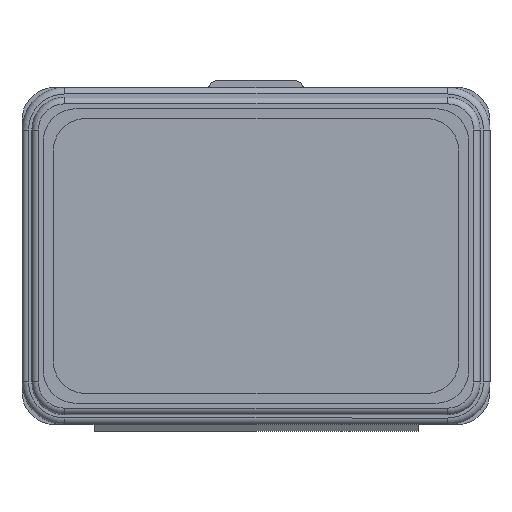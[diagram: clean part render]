
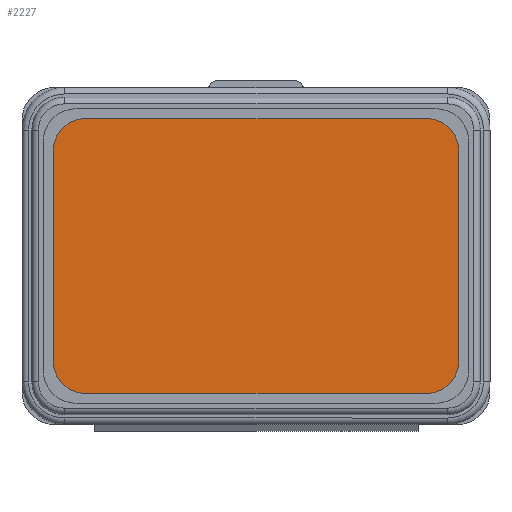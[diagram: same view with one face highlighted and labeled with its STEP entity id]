
A CAD part, front view. The second image highlights one B-rep face of the part: STEP entity #2227.
In plain terms, the highlighted planar face has unit normal (0, -1, 0).
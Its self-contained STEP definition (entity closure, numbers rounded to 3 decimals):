
#121 = DIRECTION ( 'NONE',  ( -1., 0., 0. ) ) ;
#158 = CARTESIAN_POINT ( 'NONE',  ( 26., 0., 16. ) ) ;
#263 = LINE ( 'NONE', #1202, #1337 ) ;
#304 = CARTESIAN_POINT ( 'NONE',  ( -26., 0., 21. ) ) ;
#436 = CARTESIAN_POINT ( 'NONE',  ( -26., 0., 16. ) ) ;
#531 = CARTESIAN_POINT ( 'NONE',  ( 26., 0., -21. ) ) ;
#550 = LINE ( 'NONE', #4202, #1585 ) ;
#584 = CARTESIAN_POINT ( 'NONE',  ( -31., 0., 21. ) ) ;
#773 = CARTESIAN_POINT ( 'NONE',  ( 31., 0., 16. ) ) ;
#829 = LINE ( 'NONE', #4474, #3477 ) ;
#918 = ORIENTED_EDGE ( 'NONE', *, *, #4397, .T. ) ;
#1017 = DIRECTION ( 'NONE',  ( 0., 0., 1. ) ) ;
#1039 = VERTEX_POINT ( 'NONE', #4369 ) ;
#1202 = CARTESIAN_POINT ( 'NONE',  ( -31., 0., -21. ) ) ;
#1262 = CIRCLE ( 'NONE', #2130, 5. ) ;
#1296 = AXIS2_PLACEMENT_3D ( 'NONE', #1352, #4498, #1324 ) ;
#1323 = AXIS2_PLACEMENT_3D ( 'NONE', #4093, #3229, #4565 ) ;
#1324 = DIRECTION ( 'NONE',  ( 0., 0., 1. ) ) ;
#1328 = VERTEX_POINT ( 'NONE', #531 ) ;
#1337 = VECTOR ( 'NONE', #5211, 1000. ) ;
#1352 = CARTESIAN_POINT ( 'NONE',  ( 0., 0., 0. ) ) ;
#1548 = EDGE_LOOP ( 'NONE', ( #5836, #1670, #2910, #4050, #2097, #918, #1918, #3585 ) ) ;
#1585 = VECTOR ( 'NONE', #121, 1000. ) ;
#1589 = DIRECTION ( 'NONE',  ( 0., 0., 1. ) ) ;
#1624 = VERTEX_POINT ( 'NONE', #3104 ) ;
#1670 = ORIENTED_EDGE ( 'NONE', *, *, #2832, .T. ) ;
#1861 = DIRECTION ( 'NONE',  ( 0., -1., 0. ) ) ;
#1918 = ORIENTED_EDGE ( 'NONE', *, *, #4038, .T. ) ;
#2072 = CARTESIAN_POINT ( 'NONE',  ( -26., 0., -16. ) ) ;
#2089 = CARTESIAN_POINT ( 'NONE',  ( -31., 0., 16. ) ) ;
#2097 = ORIENTED_EDGE ( 'NONE', *, *, #5267, .T. ) ;
#2106 = DIRECTION ( 'NONE',  ( 0., 0., 1. ) ) ;
#2130 = AXIS2_PLACEMENT_3D ( 'NONE', #436, #1861, #1017 ) ;
#2142 = CARTESIAN_POINT ( 'NONE',  ( -31., 0., -16. ) ) ;
#2156 = AXIS2_PLACEMENT_3D ( 'NONE', #158, #4737, #5194 ) ;
#2227 = ADVANCED_FACE ( 'NONE', ( #4577 ), #4106, .F. ) ;
#2363 = EDGE_CURVE ( 'NONE', #1328, #1624, #5050, .T. ) ;
#2784 = CARTESIAN_POINT ( 'NONE',  ( 26., 0., 21. ) ) ;
#2810 = EDGE_CURVE ( 'NONE', #1039, #1328, #263, .T. ) ;
#2811 = CIRCLE ( 'NONE', #2156, 5. ) ;
#2832 = EDGE_CURVE ( 'NONE', #4226, #1039, #5727, .T. ) ;
#2910 = ORIENTED_EDGE ( 'NONE', *, *, #2810, .T. ) ;
#3104 = CARTESIAN_POINT ( 'NONE',  ( 31., 0., -16. ) ) ;
#3229 = DIRECTION ( 'NONE',  ( 0., -1., 0. ) ) ;
#3319 = DIRECTION ( 'NONE',  ( 0., 0., -1. ) ) ;
#3477 = VECTOR ( 'NONE', #2106, 1000. ) ;
#3585 = ORIENTED_EDGE ( 'NONE', *, *, #5514, .T. ) ;
#4038 = EDGE_CURVE ( 'NONE', #5453, #4819, #550, .T. ) ;
#4050 = ORIENTED_EDGE ( 'NONE', *, *, #2363, .T. ) ;
#4093 = CARTESIAN_POINT ( 'NONE',  ( 26., 0., -16. ) ) ;
#4106 = PLANE ( 'NONE',  #1296 ) ;
#4202 = CARTESIAN_POINT ( 'NONE',  ( -31., 0., 21. ) ) ;
#4226 = VERTEX_POINT ( 'NONE', #2142 ) ;
#4369 = CARTESIAN_POINT ( 'NONE',  ( -26., 0., -21. ) ) ;
#4382 = VERTEX_POINT ( 'NONE', #2089 ) ;
#4397 = EDGE_CURVE ( 'NONE', #4858, #5453, #2811, .T. ) ;
#4474 = CARTESIAN_POINT ( 'NONE',  ( 31., 0., 21. ) ) ;
#4498 = DIRECTION ( 'NONE',  ( 0., 1., 0. ) ) ;
#4565 = DIRECTION ( 'NONE',  ( 0., 0., 1. ) ) ;
#4577 = FACE_OUTER_BOUND ( 'NONE', #1548, .T. ) ;
#4591 = LINE ( 'NONE', #584, #5084 ) ;
#4629 = EDGE_CURVE ( 'NONE', #4382, #4226, #4591, .T. ) ;
#4737 = DIRECTION ( 'NONE',  ( 0., -1., 0. ) ) ;
#4809 = DIRECTION ( 'NONE',  ( 0., -1., 0. ) ) ;
#4819 = VERTEX_POINT ( 'NONE', #304 ) ;
#4858 = VERTEX_POINT ( 'NONE', #773 ) ;
#5050 = CIRCLE ( 'NONE', #1323, 5. ) ;
#5084 = VECTOR ( 'NONE', #3319, 1000. ) ;
#5194 = DIRECTION ( 'NONE',  ( 0., 0., 1. ) ) ;
#5211 = DIRECTION ( 'NONE',  ( 1., 0., 0. ) ) ;
#5267 = EDGE_CURVE ( 'NONE', #1624, #4858, #829, .T. ) ;
#5453 = VERTEX_POINT ( 'NONE', #2784 ) ;
#5514 = EDGE_CURVE ( 'NONE', #4819, #4382, #1262, .T. ) ;
#5632 = AXIS2_PLACEMENT_3D ( 'NONE', #2072, #4809, #1589 ) ;
#5727 = CIRCLE ( 'NONE', #5632, 5. ) ;
#5836 = ORIENTED_EDGE ( 'NONE', *, *, #4629, .T. ) ;
